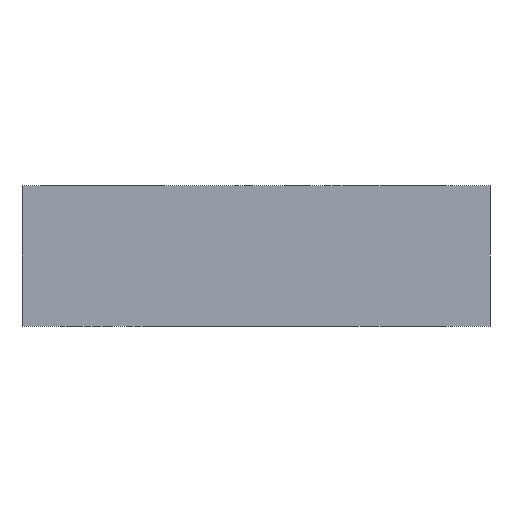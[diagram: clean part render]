
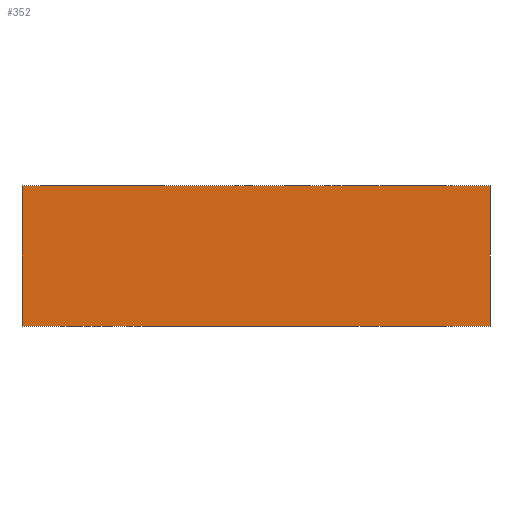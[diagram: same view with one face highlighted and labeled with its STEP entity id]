
A CAD part, front view. The second image highlights one B-rep face of the part: STEP entity #352.
In plain terms, the highlighted planar face has unit normal (0, -1, 0).
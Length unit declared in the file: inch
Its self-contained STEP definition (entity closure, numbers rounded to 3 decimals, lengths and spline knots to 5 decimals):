
#352 = ADVANCED_FACE( '', ( #783 ), #784, .F. );
#783 = FACE_OUTER_BOUND( '', #1260, .T. );
#784 = PLANE( '', #1261 );
#1260 = EDGE_LOOP( '', ( #2273, #2274, #2275, #2276 ) );
#1261 = AXIS2_PLACEMENT_3D( '', #2277, #2278, #2279 );
#2273 = ORIENTED_EDGE( '', *, *, #3028, .T. );
#2274 = ORIENTED_EDGE( '', *, *, #2964, .F. );
#2275 = ORIENTED_EDGE( '', *, *, #2847, .F. );
#2276 = ORIENTED_EDGE( '', *, *, #3107, .T. );
#2277 = CARTESIAN_POINT( '', ( 2.5, 0., 0.75 ) );
#2278 = DIRECTION( '', ( 0., 1., 0. ) );
#2279 = DIRECTION( '', ( 0., 0., 1. ) );
#2847 = EDGE_CURVE( '', #3443, #3445, #3446, .T. );
#2964 = EDGE_CURVE( '', #3445, #3633, #3635, .T. );
#3028 = EDGE_CURVE( '', #3733, #3633, #3734, .T. );
#3107 = EDGE_CURVE( '', #3443, #3733, #3849, .T. );
#3443 = VERTEX_POINT( '', #4275 );
#3445 = VERTEX_POINT( '', #4278 );
#3446 = LINE( '', #4279, #4280 );
#3633 = VERTEX_POINT( '', #4531 );
#3635 = LINE( '', #4534, #4535 );
#3733 = VERTEX_POINT( '', #4670 );
#3734 = LINE( '', #4671, #4672 );
#3849 = LINE( '', #4831, #4832 );
#4275 = CARTESIAN_POINT( '', ( 2.5, 0., 0.75 ) );
#4278 = CARTESIAN_POINT( '', ( 2.5, 0., 0. ) );
#4279 = CARTESIAN_POINT( '', ( 2.5, 0., 0.75 ) );
#4280 = VECTOR( '', #5173, 39.37008 );
#4531 = CARTESIAN_POINT( '', ( 0., 0., 0. ) );
#4534 = CARTESIAN_POINT( '', ( 2.5, 0., 0. ) );
#4535 = VECTOR( '', #5308, 39.37008 );
#4670 = CARTESIAN_POINT( '', ( 0., 0., 0.75 ) );
#4671 = CARTESIAN_POINT( '', ( 0., 0., 0.75 ) );
#4672 = VECTOR( '', #5376, 39.37008 );
#4831 = CARTESIAN_POINT( '', ( 2.5, 0., 0.75 ) );
#4832 = VECTOR( '', #5481, 39.37008 );
#5173 = DIRECTION( '', ( 0., 0., -1. ) );
#5308 = DIRECTION( '', ( -1., 0., 0. ) );
#5376 = DIRECTION( '', ( 0., 0., -1. ) );
#5481 = DIRECTION( '', ( -1., 0., 0. ) );
